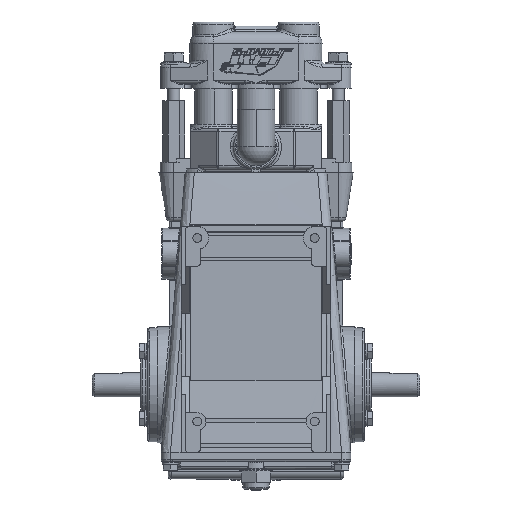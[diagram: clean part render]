
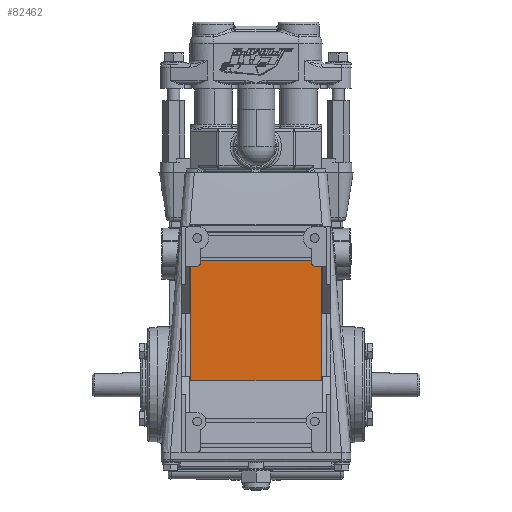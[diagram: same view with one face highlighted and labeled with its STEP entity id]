
A CAD part, front view. The second image highlights one B-rep face of the part: STEP entity #82462.
In plain terms, the highlighted planar face has unit normal (0, -1, 0).
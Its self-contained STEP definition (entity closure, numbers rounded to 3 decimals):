
#4236 = CARTESIAN_POINT ( 'NONE',  ( 31.822, -38.056, 88.44 ) ) ;
#6697 = DIRECTION ( 'NONE',  ( 1., 0., 0. ) ) ;
#6698 = VECTOR ( 'NONE', #6697, 1000. ) ;
#6699 = CARTESIAN_POINT ( 'NONE',  ( 31.822, -38.056, 88.44 ) ) ;
#6701 = LINE ( 'NONE', #6699, #6698 ) ;
#7326 = CARTESIAN_POINT ( 'NONE',  ( 31.822, -38.056, 87.17 ) ) ;
#7605 = CIRCLE ( 'NONE', #7697, 2.54 ) ;
#7671 = DIRECTION ( 'NONE',  ( -1., 0., 0. ) ) ;
#7672 = DIRECTION ( 'NONE',  ( 0., 1., 0. ) ) ;
#7685 = CARTESIAN_POINT ( 'NONE',  ( 34.362, -38.056, 87.17 ) ) ;
#7697 = AXIS2_PLACEMENT_3D ( 'NONE', #7685, #7672, #7671 ) ;
#7808 = CARTESIAN_POINT ( 'NONE',  ( 34.362, -38.056, 84.63 ) ) ;
#12298 = CARTESIAN_POINT ( 'NONE',  ( -44.124, -38.056, 88.44 ) ) ;
#17537 = VECTOR ( 'NONE', #17676, 1000. ) ;
#17676 = DIRECTION ( 'NONE',  ( 0., 0., -1. ) ) ;
#17685 = CARTESIAN_POINT ( 'NONE',  ( 31.822, -38.056, 111.808 ) ) ;
#17686 = LINE ( 'NONE', #17685, #17537 ) ;
#18116 = CARTESIAN_POINT ( 'NONE',  ( 31.822, -38.056, 84.63 ) ) ;
#18117 = LINE ( 'NONE', #18116, #18226 ) ;
#18224 = DIRECTION ( 'NONE',  ( 1., 0., 0. ) ) ;
#18226 = VECTOR ( 'NONE', #18224, 1000. ) ;
#18456 = CARTESIAN_POINT ( 'NONE',  ( 38.299, -38.056, 84.63 ) ) ;
#18517 = CARTESIAN_POINT ( 'NONE',  ( 38.299, -38.056, 6.99 ) ) ;
#18523 = CARTESIAN_POINT ( 'NONE',  ( -50.601, -38.056, 84.63 ) ) ;
#18527 = CARTESIAN_POINT ( 'NONE',  ( -6.151, -38.056, 6.99 ) ) ;
#18529 = LINE ( 'NONE', #18527, #18661 ) ;
#18576 = DIRECTION ( 'NONE',  ( 0., 0., -1. ) ) ;
#18577 = VECTOR ( 'NONE', #18576, 1000. ) ;
#18579 = CARTESIAN_POINT ( 'NONE',  ( 38.299, -38.056, 113.332 ) ) ;
#18580 = LINE ( 'NONE', #18579, #18577 ) ;
#18644 = DIRECTION ( 'NONE',  ( 0., 0., -1. ) ) ;
#18645 = VECTOR ( 'NONE', #18644, 1000. ) ;
#18647 = CARTESIAN_POINT ( 'NONE',  ( -50.601, -38.056, 113.332 ) ) ;
#18654 = LINE ( 'NONE', #18647, #18645 ) ;
#18660 = DIRECTION ( 'NONE',  ( 1., 0., 0. ) ) ;
#18661 = VECTOR ( 'NONE', #18660, 1000. ) ;
#18764 = AXIS2_PLACEMENT_3D ( 'NONE', #18844, #18843, #18841 ) ;
#18769 = PLANE ( 'NONE',  #18764 ) ;
#18786 = CARTESIAN_POINT ( 'NONE',  ( -44.124, -38.056, 87.17 ) ) ;
#18788 = CARTESIAN_POINT ( 'NONE',  ( -50.601, -38.056, 6.99 ) ) ;
#18792 = FACE_OUTER_BOUND ( 'NONE', #82218, .T. ) ;
#18841 = DIRECTION ( 'NONE',  ( -1., 0., 0. ) ) ;
#18843 = DIRECTION ( 'NONE',  ( 0., 1., 0. ) ) ;
#18844 = CARTESIAN_POINT ( 'NONE',  ( -50.601, -38.056, 113.332 ) ) ;
#18864 = DIRECTION ( 'NONE',  ( 1., 0., 0. ) ) ;
#18866 = CARTESIAN_POINT ( 'NONE',  ( -54.284, -38.056, 84.63 ) ) ;
#18911 = AXIS2_PLACEMENT_3D ( 'NONE', #18983, #18957, #18955 ) ;
#18916 = LINE ( 'NONE', #18866, #18979 ) ;
#18927 = CARTESIAN_POINT ( 'NONE',  ( -46.664, -38.056, 84.63 ) ) ;
#18941 = LINE ( 'NONE', #18963, #19057 ) ;
#18955 = DIRECTION ( 'NONE',  ( -1., 0., 0. ) ) ;
#18957 = DIRECTION ( 'NONE',  ( 0., 1., 0. ) ) ;
#18963 = CARTESIAN_POINT ( 'NONE',  ( -44.124, -38.056, 111.808 ) ) ;
#18964 = CIRCLE ( 'NONE', #18911, 2.54 ) ;
#18979 = VECTOR ( 'NONE', #18864, 1000. ) ;
#18983 = CARTESIAN_POINT ( 'NONE',  ( -46.664, -38.056, 87.17 ) ) ;
#19053 = DIRECTION ( 'NONE',  ( 0., 0., 1. ) ) ;
#19057 = VECTOR ( 'NONE', #19053, 1000. ) ;
#20949 = EDGE_CURVE ( 'NONE', #22314, #40835, #6701, .T. ) ;
#21136 = VERTEX_POINT ( 'NONE', #7326 ) ;
#21204 = EDGE_CURVE ( 'NONE', #21272, #21136, #7605, .T. ) ;
#21272 = VERTEX_POINT ( 'NONE', #7808 ) ;
#22314 = VERTEX_POINT ( 'NONE', #12298 ) ;
#40835 = VERTEX_POINT ( 'NONE', #4236 ) ;
#79517 = EDGE_CURVE ( 'NONE', #40835, #21136, #17686, .T. ) ;
#80954 = EDGE_CURVE ( 'NONE', #21272, #81599, #18117, .T. ) ;
#81275 = ORIENTED_EDGE ( 'NONE', *, *, #81886, .T. ) ;
#81581 = VERTEX_POINT ( 'NONE', #18517 ) ;
#81583 = ORIENTED_EDGE ( 'NONE', *, *, #82993, .F. ) ;
#81587 = EDGE_CURVE ( 'NONE', #81599, #81581, #18580, .T. ) ;
#81599 = VERTEX_POINT ( 'NONE', #18456 ) ;
#81866 = EDGE_CURVE ( 'NONE', #82475, #81581, #18529, .T. ) ;
#81873 = VERTEX_POINT ( 'NONE', #18523 ) ;
#81886 = EDGE_CURVE ( 'NONE', #81873, #82475, #18654, .T. ) ;
#82218 = EDGE_LOOP ( 'NONE', ( #81275, #82451, #82450, #82454, #82481, #82453, #83028, #81583, #82420, #82758 ) ) ;
#82419 = VERTEX_POINT ( 'NONE', #18786 ) ;
#82420 = ORIENTED_EDGE ( 'NONE', *, *, #82771, .T. ) ;
#82450 = ORIENTED_EDGE ( 'NONE', *, *, #81587, .F. ) ;
#82451 = ORIENTED_EDGE ( 'NONE', *, *, #81866, .T. ) ;
#82453 = ORIENTED_EDGE ( 'NONE', *, *, #79517, .F. ) ;
#82454 = ORIENTED_EDGE ( 'NONE', *, *, #80954, .F. ) ;
#82462 = ADVANCED_FACE ( 'NONE', ( #18792 ), #18769, .F. ) ;
#82475 = VERTEX_POINT ( 'NONE', #18788 ) ;
#82481 = ORIENTED_EDGE ( 'NONE', *, *, #21204, .T. ) ;
#82650 = VERTEX_POINT ( 'NONE', #18927 ) ;
#82740 = EDGE_CURVE ( 'NONE', #81873, #82650, #18916, .T. ) ;
#82758 = ORIENTED_EDGE ( 'NONE', *, *, #82740, .F. ) ;
#82771 = EDGE_CURVE ( 'NONE', #82419, #82650, #18964, .T. ) ;
#82993 = EDGE_CURVE ( 'NONE', #82419, #22314, #18941, .T. ) ;
#83028 = ORIENTED_EDGE ( 'NONE', *, *, #20949, .F. ) ;
